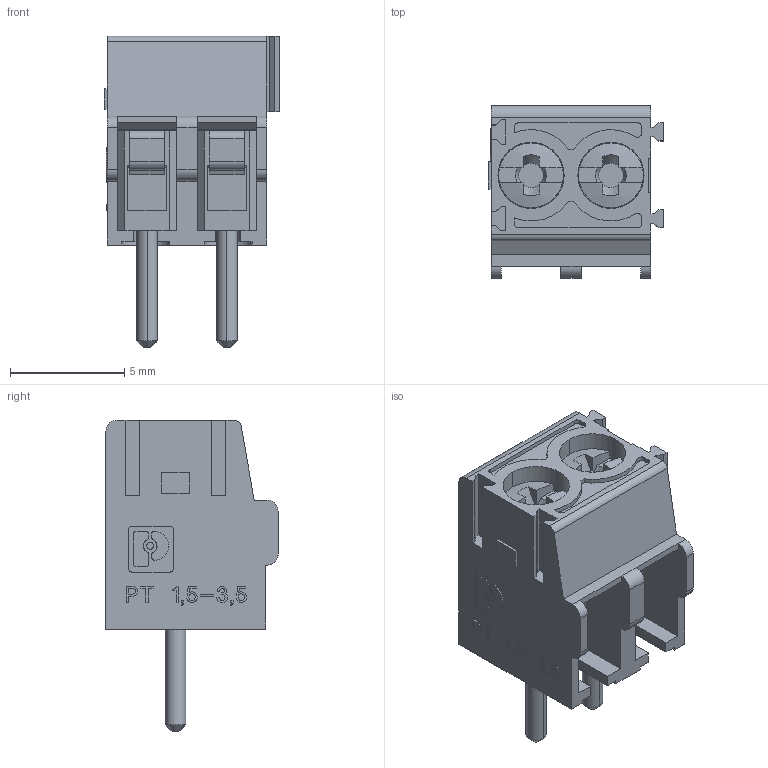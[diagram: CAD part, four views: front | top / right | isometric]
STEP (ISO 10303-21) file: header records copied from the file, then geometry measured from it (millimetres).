
FILE_DESCRIPTION(('FreeCAD Model'),'2;1');
FILE_NAME('pxc_1984617_01_PT_1_5_2_3_5_H_3D.step','2019-04-20T18:51:57',('kicad StepUp'),('ksu MCAD'), 'Open CASCADE STEP processor 7.3','FreeCAD','Unknown');
FILE_SCHEMA(('AUTOMOTIVE_DESIGN { 1 0 10303 214 1 1 1 1 }'));
Length unit declared in the file: millimetre
Products named in the file (1): pxc_1984617_01_PT_1_5_2_3_5_H_3D
Bounding box: 7.7 x 7.55 x 13.65 mm (x, y, z)
Volume: 324.6 mm3; surface area: 966.1 mm2
Topology: 5 solids, 5 shells, 578 faces, 1651 edges, 1100 vertices
Faces by surface type: plane 474, cylinder 83, cone 12, extrusion 5, sphere 4
Entity records: 23377 total; most frequent: CARTESIAN_POINT 4013, ORIENTED_EDGE 3302, DIRECTION 3002, EDGE_CURVE 1651, VECTOR 1390, LINE 1385, VERTEX_POINT 1100, AXIS2_PLACEMENT_3D 806
